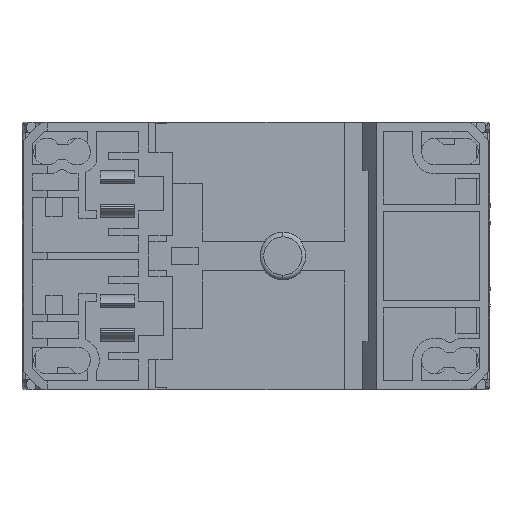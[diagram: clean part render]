
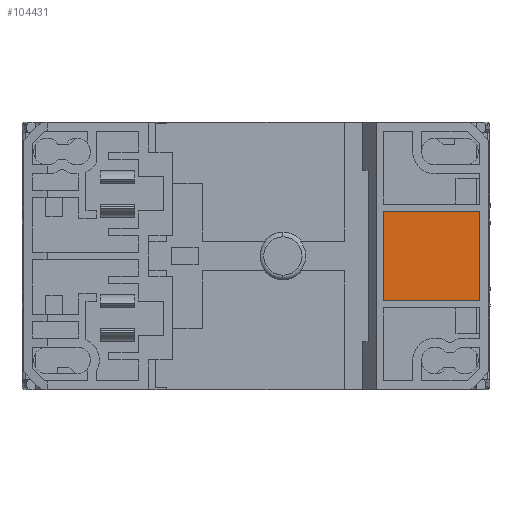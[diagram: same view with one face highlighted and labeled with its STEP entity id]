
A CAD part, front view. The second image highlights one B-rep face of the part: STEP entity #104431.
In plain terms, the highlighted planar face has unit normal (0, -1, 0).
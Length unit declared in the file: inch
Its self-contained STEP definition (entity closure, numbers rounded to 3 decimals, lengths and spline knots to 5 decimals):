
#4007 = EDGE_CURVE ( 'NONE', #59703, #7440, #74131, .T. ) ;
#7440 = VERTEX_POINT ( 'NONE', #66477 ) ;
#7917 = DIRECTION ( 'NONE',  ( 0., 0., 1. ) ) ;
#8940 = LINE ( 'NONE', #50130, #87041 ) ;
#11357 = VECTOR ( 'NONE', #58946, 39.37008 ) ;
#20620 = FACE_OUTER_BOUND ( 'NONE', #54569, .T. ) ;
#25554 = CARTESIAN_POINT ( 'NONE',  ( 1.20489, -2.65616, 0.30925 ) ) ;
#25728 = CARTESIAN_POINT ( 'NONE',  ( 0.56709, -2.65616, 0.30925 ) ) ;
#27851 = ORIENTED_EDGE ( 'NONE', *, *, #78153, .F. ) ;
#32279 = ORIENTED_EDGE ( 'NONE', *, *, #4007, .F. ) ;
#34583 = DIRECTION ( 'NONE',  ( 0., 0., -1. ) ) ;
#35726 = EDGE_CURVE ( 'NONE', #59703, #55473, #89851, .T. ) ;
#36898 = ORIENTED_EDGE ( 'NONE', *, *, #35726, .T. ) ;
#37063 = VERTEX_POINT ( 'NONE', #59407 ) ;
#50130 = CARTESIAN_POINT ( 'NONE',  ( 0.56709, -2.65616, -0.80886 ) ) ;
#50526 = CARTESIAN_POINT ( 'NONE',  ( 0.56709, -2.65616, -0.2813 ) ) ;
#53809 = PLANE ( 'NONE',  #55840 ) ;
#54569 = EDGE_LOOP ( 'NONE', ( #82239, #32279, #36898, #27851 ) ) ;
#55473 = VERTEX_POINT ( 'NONE', #25554 ) ;
#55840 = AXIS2_PLACEMENT_3D ( 'NONE', #102058, #103124, #77938 ) ;
#58946 = DIRECTION ( 'NONE',  ( 1., 0., 0. ) ) ;
#59407 = CARTESIAN_POINT ( 'NONE',  ( 0.56709, -2.65616, 0.30925 ) ) ;
#59703 = VERTEX_POINT ( 'NONE', #71051 ) ;
#60670 = VECTOR ( 'NONE', #7917, 39.37008 ) ;
#66477 = CARTESIAN_POINT ( 'NONE',  ( 0.56709, -2.65616, -0.2813 ) ) ;
#71051 = CARTESIAN_POINT ( 'NONE',  ( 1.20489, -2.65616, -0.2813 ) ) ;
#73750 = CARTESIAN_POINT ( 'NONE',  ( 1.20489, -2.65616, 0.75329 ) ) ;
#74131 = LINE ( 'NONE', #50526, #74744 ) ;
#74744 = VECTOR ( 'NONE', #83223, 39.37008 ) ;
#75323 = EDGE_CURVE ( 'NONE', #37063, #7440, #8940, .T. ) ;
#77938 = DIRECTION ( 'NONE',  ( 0., 0., 1. ) ) ;
#78153 = EDGE_CURVE ( 'NONE', #37063, #55473, #92702, .T. ) ;
#82239 = ORIENTED_EDGE ( 'NONE', *, *, #75323, .T. ) ;
#83223 = DIRECTION ( 'NONE',  ( -1., 0., 0. ) ) ;
#87041 = VECTOR ( 'NONE', #34583, 39.37008 ) ;
#89851 = LINE ( 'NONE', #73750, #60670 ) ;
#92702 = LINE ( 'NONE', #25728, #11357 ) ;
#102058 = CARTESIAN_POINT ( 'NONE',  ( 1.26394, -2.65616, 0.89587 ) ) ;
#103124 = DIRECTION ( 'NONE',  ( 0., 1., 0. ) ) ;
#104431 = ADVANCED_FACE ( 'NONE', ( #20620 ), #53809, .F. ) ;
